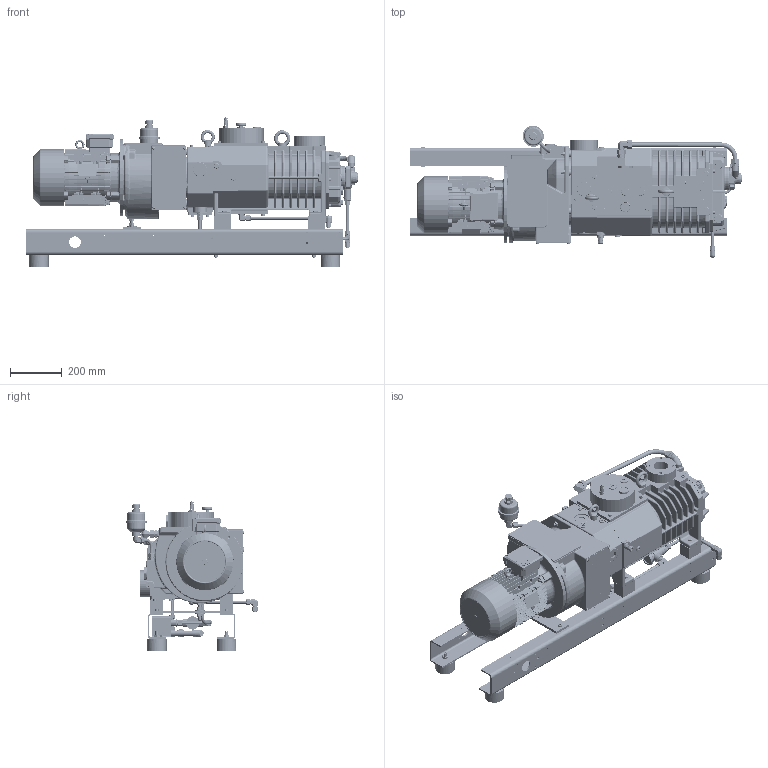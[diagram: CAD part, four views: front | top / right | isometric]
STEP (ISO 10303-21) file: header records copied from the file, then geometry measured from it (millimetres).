
FILE_DESCRIPTION(/* description */ (''),/* implementation_level */ '2;1');
FILE_NAME(/* name */ 'PU900046.stp',/* time_stamp */ '2020-05-28T09:35:49+02:00',/* author */ ('JOHLE'),/* organization */ (''),/* preprocessor_version */ 'ST-DEVELOPER v17',/* originating_system */ 'Autodesk Inventor 2018',/* authorisation */ '');
FILE_SCHEMA (('AUTOMOTIVE_DESIGN { 1 0 10303 214 3 1 1 }'));
Products named in the file (1): PU 900 046
Bounding box: 1287.95 x 514.11 x 579 mm (x, y, z)
Volume: 81709221.3 mm3; surface area: 4064674 mm2
Topology: 6 solids, 12 shells, 9046 faces, 22958 edges, 13967 vertices
Faces by surface type: plane 3194, cylinder 2767, bspline 1399, cone 793, torus 538, sphere 355
Full cylindrical faces by diameter (mm): 3.3 x10, 3.36 x1, 4 x5, 5 x6, 6 x6, 6.2 x2, 6.8 x30, 7 x4, 8 x16, 10 x13, 10.2 x6, 10.3 x1, 12 x28, 13 x28, 14 x5, 15 x9, 15.015 x2, 16 x1, 16.5 x1, 16.662 x2, 17 x5, 17.5 x6, 18 x13, 18.3 x1, 18.631 x3, 19 x7, 20 x2, 20.667 x1, 20.955 x4, 20.96 x2
Entity records: 343680 total; most frequent: CARTESIAN_POINT 135567, ORIENTED_EDGE 45194, DIRECTION 42366, EDGE_CURVE 22597, AXIS2_PLACEMENT_3D 16378, VERTEX_POINT 13967, LINE 9610, VECTOR 9610
